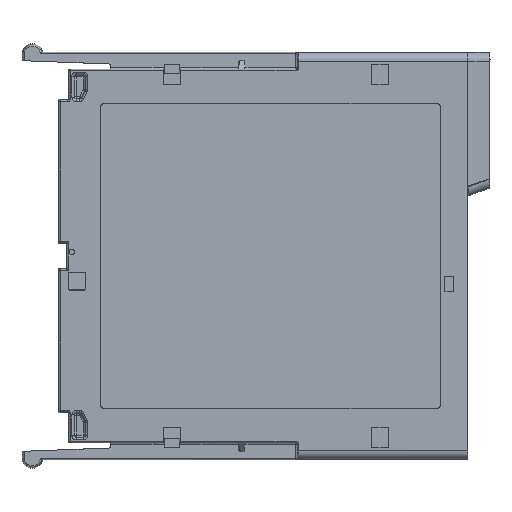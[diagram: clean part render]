
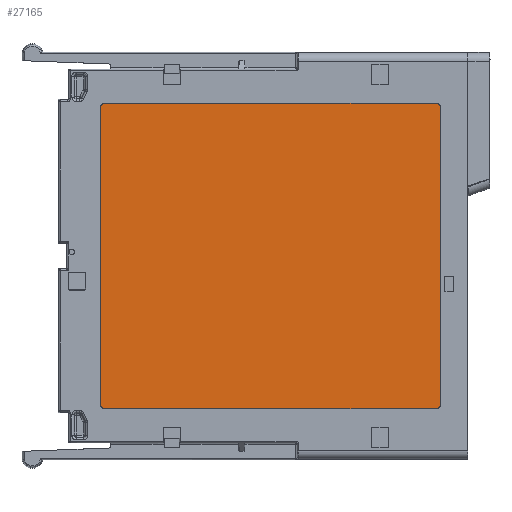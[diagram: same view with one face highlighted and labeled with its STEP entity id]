
A CAD part, front view. The second image highlights one B-rep face of the part: STEP entity #27165.
In plain terms, the highlighted planar face has unit normal (0, -1, 0).
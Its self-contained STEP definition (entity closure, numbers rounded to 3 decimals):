
#8299=CARTESIAN_POINT('',(-37.25,0.15,35.));
#8300=DIRECTION('',(0.,-1.,0.));
#8301=DIRECTION('',(0.,0.,1.));
#8302=AXIS2_PLACEMENT_3D('',#8299,#8300,#8301);
#8304=DIRECTION('',(-1.,0.,0.));
#8305=VECTOR('',#8304,78.);
#8306=CARTESIAN_POINT('',(40.75,0.15,36.));
#8307=LINE('',#8306,#8305);
#8308=CARTESIAN_POINT('',(40.75,0.15,35.));
#8309=DIRECTION('',(0.,-1.,0.));
#8310=DIRECTION('',(1.,0.,0.));
#8311=AXIS2_PLACEMENT_3D('',#8308,#8309,#8310);
#8313=DIRECTION('',(0.,0.,1.));
#8314=VECTOR('',#8313,70.);
#8315=CARTESIAN_POINT('',(41.75,0.15,-35.));
#8316=LINE('',#8315,#8314);
#8317=CARTESIAN_POINT('',(40.75,0.15,-35.));
#8318=DIRECTION('',(0.,-1.,0.));
#8319=DIRECTION('',(0.,0.,-1.));
#8320=AXIS2_PLACEMENT_3D('',#8317,#8318,#8319);
#8322=DIRECTION('',(1.,0.,0.));
#8323=VECTOR('',#8322,78.);
#8324=CARTESIAN_POINT('',(-37.25,0.15,-36.));
#8325=LINE('',#8324,#8323);
#8326=CARTESIAN_POINT('',(-37.25,0.15,-35.));
#8327=DIRECTION('',(0.,-1.,0.));
#8328=DIRECTION('',(-1.,0.,0.));
#8329=AXIS2_PLACEMENT_3D('',#8326,#8327,#8328);
#8331=DIRECTION('',(0.,0.,-1.));
#8332=VECTOR('',#8331,70.);
#8333=CARTESIAN_POINT('',(-38.25,0.15,35.));
#8334=LINE('',#8333,#8332);
#8474=CARTESIAN_POINT('',(-37.25,0.15,36.));
#8475=CARTESIAN_POINT('',(-38.25,0.15,35.));
#8476=VERTEX_POINT('',#8474);
#8477=VERTEX_POINT('',#8475);
#8482=CARTESIAN_POINT('',(-38.25,0.15,-35.));
#8483=CARTESIAN_POINT('',(-37.25,0.15,-36.));
#8484=VERTEX_POINT('',#8482);
#8485=VERTEX_POINT('',#8483);
#8490=CARTESIAN_POINT('',(40.75,0.15,-36.));
#8491=CARTESIAN_POINT('',(41.75,0.15,-35.));
#8492=VERTEX_POINT('',#8490);
#8493=VERTEX_POINT('',#8491);
#8498=CARTESIAN_POINT('',(41.75,0.15,35.));
#8499=CARTESIAN_POINT('',(40.75,0.15,36.));
#8500=VERTEX_POINT('',#8498);
#8501=VERTEX_POINT('',#8499);
#27144=CARTESIAN_POINT('',(0.,0.15,0.));
#27145=DIRECTION('',(0.,-1.,0.));
#27146=DIRECTION('',(1.,0.,0.));
#27147=AXIS2_PLACEMENT_3D('',#27144,#27145,#27146);
#27148=PLANE('',#27147);
#27149=ORIENTED_EDGE('',*,*,#27128,.F.);
#27151=ORIENTED_EDGE('',*,*,#27150,.F.);
#27153=ORIENTED_EDGE('',*,*,#27152,.F.);
#27155=ORIENTED_EDGE('',*,*,#27154,.F.);
#27157=ORIENTED_EDGE('',*,*,#27156,.F.);
#27159=ORIENTED_EDGE('',*,*,#27158,.F.);
#27161=ORIENTED_EDGE('',*,*,#27160,.F.);
#27162=ORIENTED_EDGE('',*,*,#27108,.F.);
#27163=EDGE_LOOP('',(#27149,#27151,#27153,#27155,#27157,#27159,#27161,#27162));
#27164=FACE_OUTER_BOUND('',#27163,.F.);
#27165=ADVANCED_FACE('',(#27164),#27148,.T.);
#8303=CIRCLE('',#8302,1.);
#8312=CIRCLE('',#8311,1.);
#8321=CIRCLE('',#8320,1.);
#8330=CIRCLE('',#8329,1.);
#27108=EDGE_CURVE('',#8477,#8484,#8334,.T.);
#27128=EDGE_CURVE('',#8476,#8477,#8303,.T.);
#27150=EDGE_CURVE('',#8501,#8476,#8307,.T.);
#27152=EDGE_CURVE('',#8500,#8501,#8312,.T.);
#27154=EDGE_CURVE('',#8493,#8500,#8316,.T.);
#27156=EDGE_CURVE('',#8492,#8493,#8321,.T.);
#27158=EDGE_CURVE('',#8485,#8492,#8325,.T.);
#27160=EDGE_CURVE('',#8484,#8485,#8330,.T.);
